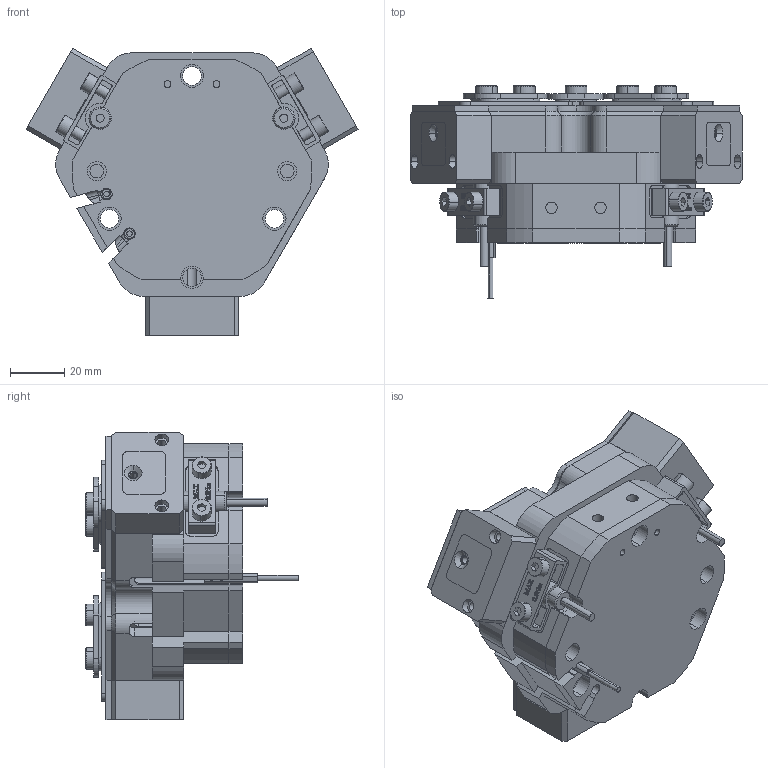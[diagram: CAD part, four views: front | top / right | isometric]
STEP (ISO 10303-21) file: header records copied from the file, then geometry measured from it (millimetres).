
FILE_DESCRIPTION (( 'STEP AP203' ), '1' );
FILE_NAME ('FZ55-100-S-P.STEP', '2025-08-18T09:03:49', ( 'USER-' ), ( 'Microsoft' ), 'SwSTEP 2.0', 'SolidWorks 2018', '' );
FILE_SCHEMA (( 'CONFIG_CONTROL_DESIGN' ));
Length unit declared in the file: millimetre
Products named in the file (20): FZ55-100-P-02 奻葡裔啣02; ﾏ擎ﾗ8｡ﾁ6｡ﾁ6; 棠羲換覜ん; 苤覜聆假蚾璃; FZ55-100-P-04 痄雄結啣; FZ55-100-P-06 耜猾苤裔; TZT55-M-05 菁裔啣; 内六角圆柱头螺钉[GBT70_1-2008][M4×12]_M4×12; -C-P; 内六角圆柱头螺钉[GBT70_1-2008][M2.5×8]_M2.5×8; 揤輸蚾饜极; 20241226-M4 M4換覜ん揤輸; 16x8-R1.5; FZ55-100-P-03 忒硌薊啣; FZ55-100-S-01 賑輸; FZ55-100-P-01 奻葡裔啣01; 电容传感器8x23接近开关; FZ55-100-P-05 耜猾啣; FZ55-100-S-P; TZT55-M-01 褲极
Assembly tree (49 placements, depth 3):
  FZ55-100-S-P
    TZT55-M-01 褲极
    TZT55-M-05 菁裔啣
    电容传感器8x23接近开关  x2
    20241226-M4 M4換覜ん揤輸  x2
    16x8-R1.5
    棠羲換覜ん  x2
    揤輸蚾饜极  x3
      内六角圆柱头螺钉[GBT70_1-2008][M2.5×8]_M2.5×8
      苤覜聆假蚾璃
    ﾏ擎ﾗ8｡ﾁ6｡ﾁ6  x12
    内六角圆柱头螺钉[GBT70_1-2008][M4×12]_M4×12  x4
    FZ55-100-S-01 賑輸  x3
    -C-P
      FZ55-100-P-02 奻葡裔啣02
      FZ55-100-P-03 忒硌薊啣  x3
      FZ55-100-P-04 痄雄結啣  x3
      FZ55-100-P-05 耜猾啣  x3
      FZ55-100-P-06 耜猾苤裔  x3
      FZ55-100-P-01 奻葡裔啣01
Bounding box: 122.04 x 78.23 x 105.69 mm (x, y, z)
Volume: 315122.1 mm3; surface area: 122913.4 mm2
Topology: 51 solids, 53 shells, 2810 faces, 7340 edges, 4693 vertices
Faces by surface type: plane 1321, cylinder 767, bspline 377, cone 305, torus 40
Entity records: 66888 total; most frequent: CARTESIAN_POINT 20522, ORIENTED_EDGE 9392, DIRECTION 8324, EDGE_CURVE 4696, VERTEX_POINT 3059, LINE 3054, VECTOR 3054, AXIS2_PLACEMENT_3D 2635
